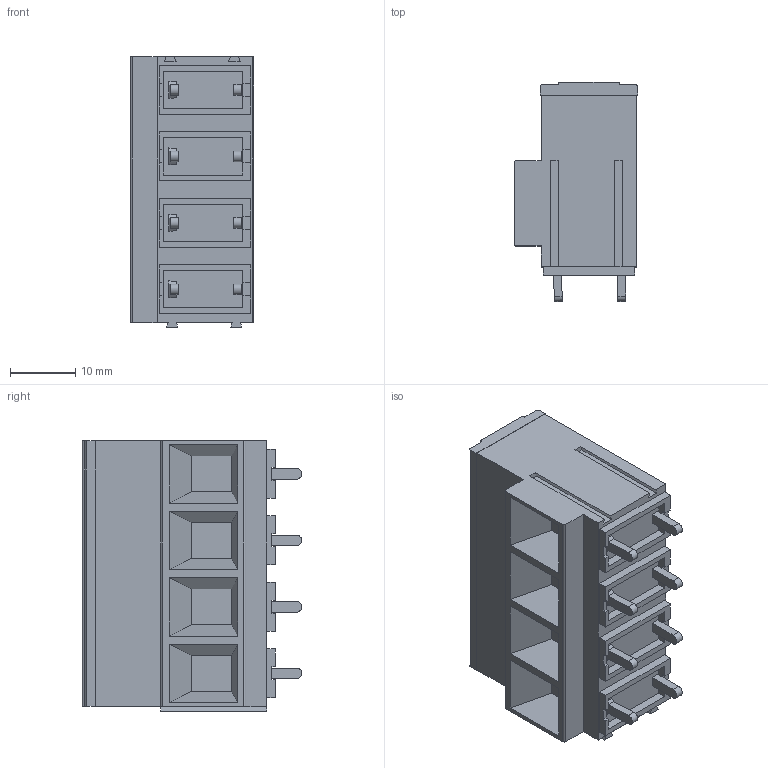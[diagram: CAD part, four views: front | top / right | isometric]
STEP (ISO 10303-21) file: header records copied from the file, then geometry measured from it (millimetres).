
FILE_DESCRIPTION((''),'2;1');
FILE_NAME('DG135T-10_16-03P-1Y-00AH','2020-05-16T',('Administrator'),(''),'CREO PARAMETRIC BY PTC INC, 2015200','CREO PARAMETRIC BY PTC INC, 2015200','');
FILE_SCHEMA(('AUTOMOTIVE_DESIGN { 1 0 10303 214 1 1 1 1 }'));
Length unit declared in the file: millimetre
Products named in the file (1): DG135T-10_16-03P-1Y-00AH
Bounding box: 18.85 x 33.55 x 41.37 mm (x, y, z)
Volume: 17059.9 mm3; surface area: 6741.7 mm2
Topology: 1 solids, 2 shells, 592 faces, 1654 edges, 1104 vertices
Faces by surface type: plane 530, cylinder 54, torus 8
Entity records: 19000 total; most frequent: CARTESIAN_POINT 3608, ORIENTED_EDGE 3308, DIRECTION 2954, EDGE_CURVE 1654, VECTOR 1442, LINE 1442, VERTEX_POINT 1104, AXIS2_PLACEMENT_3D 756
